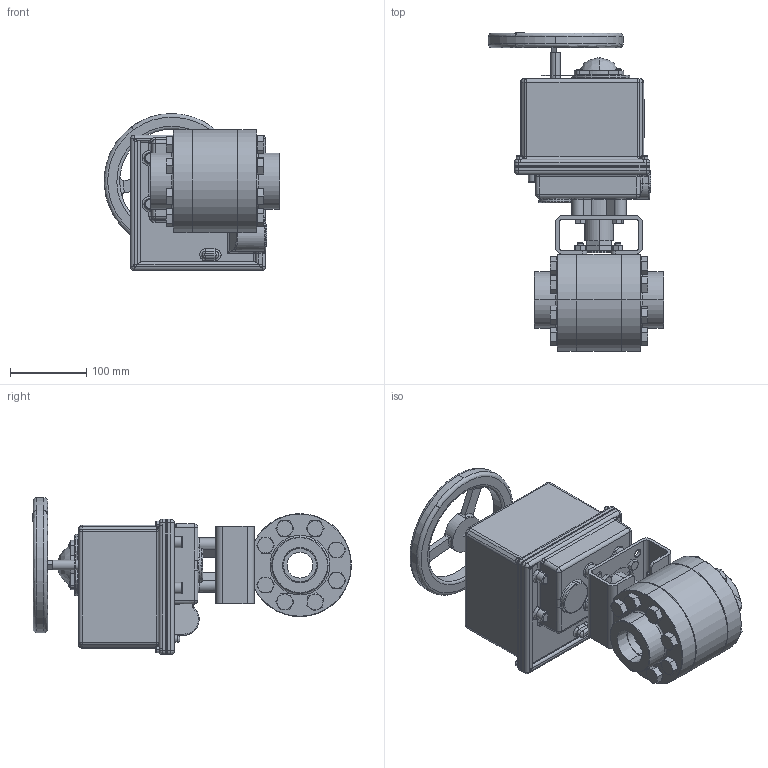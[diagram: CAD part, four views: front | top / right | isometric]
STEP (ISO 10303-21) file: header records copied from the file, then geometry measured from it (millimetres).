
FILE_DESCRIPTION (( 'STEP AP203' ), '1' );
FILE_NAME ('10000F-150-PT_ER-10.STEP', '2017-11-01T14:15:26', ( '' ), ( '' ), 'SwSTEP 2.0', 'SolidWorks 2014', '' );
FILE_SCHEMA (( 'CONFIG_CONTROL_DESIGN' ));
Length unit declared in the file: inch
Products named in the file (1): 10000F-150-PT_ER-10
Bounding box: 230.84 x 419.4 x 206.35 mm (x, y, z)
Surface area: 429678.4 mm2 (no closed solid volume)
Topology: 0 solids, 96 shells, 995 faces, 2921 edges, 1958 vertices
Faces by surface type: plane 364, cylinder 310, cone 171, bspline 146, torus 4
Entity records: 44362 total; most frequent: CARTESIAN_POINT 19882, DIRECTION 4810, ORIENTED_EDGE 4764, EDGE_CURVE 2904, VERTEX_POINT 1958, AXIS2_PLACEMENT_3D 1801, VECTOR 1208, LINE 1208
